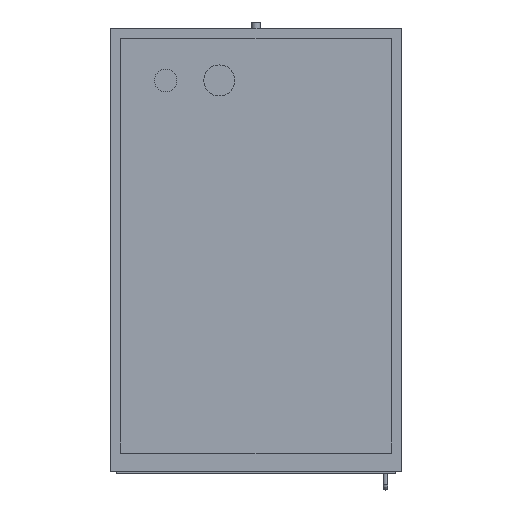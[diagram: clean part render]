
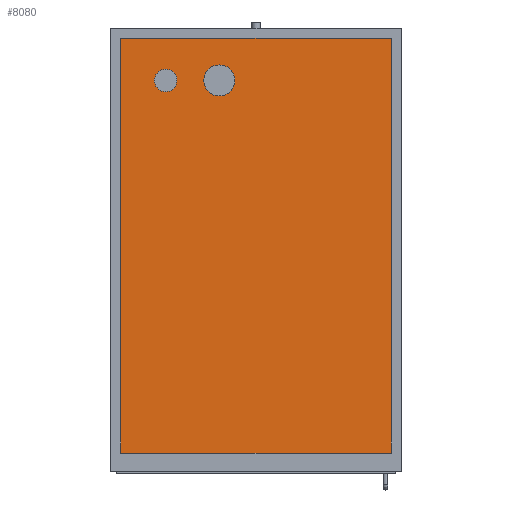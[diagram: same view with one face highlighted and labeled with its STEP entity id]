
A CAD part, front view. The second image highlights one B-rep face of the part: STEP entity #8080.
In plain terms, the highlighted planar face has unit normal (0, -1, 0).
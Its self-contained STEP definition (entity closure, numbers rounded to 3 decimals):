
#392=FACE_OUTER_BOUND('',#893,.T.);
#893=EDGE_LOOP('',(#5378,#5379,#5380,#5381));
#1414=LINE('',#11704,#2409);
#1417=LINE('',#11709,#2412);
#1418=LINE('',#11712,#2413);
#1419=LINE('',#11713,#2414);
#2409=VECTOR('',#9364,10.);
#2412=VECTOR('',#9369,10.);
#2413=VECTOR('',#9372,10.);
#2414=VECTOR('',#9373,10.);
#3395=VERTEX_POINT('',#11701);
#3396=VERTEX_POINT('',#11703);
#3397=VERTEX_POINT('',#11707);
#3398=VERTEX_POINT('',#11711);
#4184=EDGE_CURVE('',#3395,#3396,#1414,.T.);
#4187=EDGE_CURVE('',#3395,#3397,#1417,.T.);
#4188=EDGE_CURVE('',#3398,#3397,#1418,.T.);
#4189=EDGE_CURVE('',#3396,#3398,#1419,.T.);
#5378=ORIENTED_EDGE('',*,*,#4187,.T.);
#5379=ORIENTED_EDGE('',*,*,#4188,.F.);
#5380=ORIENTED_EDGE('',*,*,#4189,.F.);
#5381=ORIENTED_EDGE('',*,*,#4184,.F.);
#7657=PLANE('',#8655);
#8080=ADVANCED_FACE('',(#392),#7657,.T.);
#8655=AXIS2_PLACEMENT_3D('',#11710,#9370,#9371);
#9364=DIRECTION('',(0.,0.,1.));
#9369=DIRECTION('',(1.,0.,0.));
#9370=DIRECTION('center_axis',(0.,-1.,0.));
#9371=DIRECTION('ref_axis',(0.,0.,-1.));
#9372=DIRECTION('',(0.,0.,-1.));
#9373=DIRECTION('',(1.,0.,0.));
#11701=CARTESIAN_POINT('',(-240.,-97.5,-367.5));
#11703=CARTESIAN_POINT('',(-240.,-97.5,367.5));
#11704=CARTESIAN_POINT('',(-240.,-97.5,367.5));
#11707=CARTESIAN_POINT('',(240.,-97.5,-367.5));
#11709=CARTESIAN_POINT('',(0.,-97.5,-367.5));
#11710=CARTESIAN_POINT('Origin',(0.,-97.5,367.5));
#11711=CARTESIAN_POINT('',(240.,-97.5,367.5));
#11712=CARTESIAN_POINT('',(240.,-97.5,367.5));
#11713=CARTESIAN_POINT('',(0.,-97.5,367.5));
